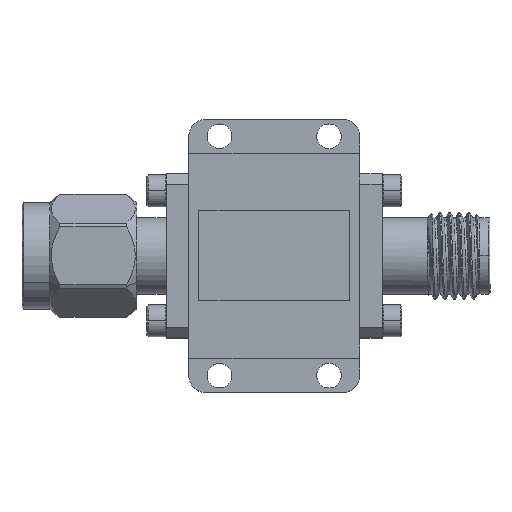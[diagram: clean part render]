
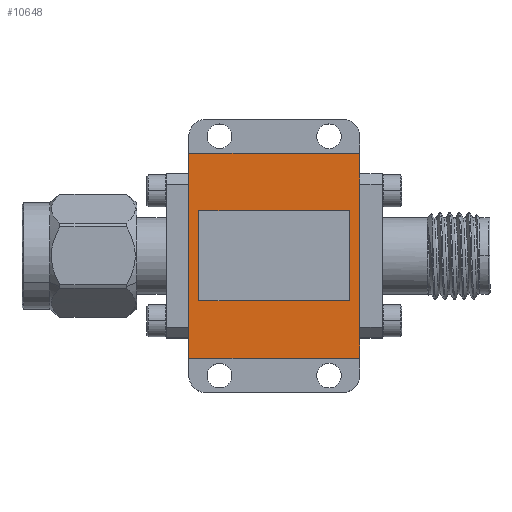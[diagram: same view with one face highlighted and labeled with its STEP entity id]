
A CAD part, top view. The second image highlights one B-rep face of the part: STEP entity #10648.
In plain terms, the highlighted planar face has unit normal (0, 0, 1).
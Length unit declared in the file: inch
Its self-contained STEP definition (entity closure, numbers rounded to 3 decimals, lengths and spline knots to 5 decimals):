
#3 = LINE ( 'NONE', #4903, #5081 ) ;
#132 = ORIENTED_EDGE ( 'NONE', *, *, #2948, .T. ) ;
#244 = ORIENTED_EDGE ( 'NONE', *, *, #6063, .T. ) ;
#506 = VECTOR ( 'NONE', #9004, 39.37008 ) ;
#585 = VERTEX_POINT ( 'NONE', #5287 ) ;
#1039 = VERTEX_POINT ( 'NONE', #1090 ) ;
#1090 = CARTESIAN_POINT ( 'NONE',  ( -0.21682, -0.1297, 0.12795 ) ) ;
#1214 = VERTEX_POINT ( 'NONE', #8814 ) ;
#1279 = CARTESIAN_POINT ( 'NONE',  ( 0., 0., 0.12795 ) ) ;
#1362 = EDGE_CURVE ( 'NONE', #585, #5547, #4261, .T. ) ;
#1376 = ORIENTED_EDGE ( 'NONE', *, *, #10236, .T. ) ;
#1383 = VERTEX_POINT ( 'NONE', #8261 ) ;
#1427 = ORIENTED_EDGE ( 'NONE', *, *, #5177, .F. ) ;
#1560 = DIRECTION ( 'NONE',  ( 0., 1., 0. ) ) ;
#1590 = LINE ( 'NONE', #6903, #11022 ) ;
#1744 = VECTOR ( 'NONE', #1560, 39.37008 ) ;
#2016 = LINE ( 'NONE', #10989, #506 ) ;
#2033 = ORIENTED_EDGE ( 'NONE', *, *, #8490, .T. ) ;
#2343 = CARTESIAN_POINT ( 'NONE',  ( -0.24606, -0.29528, 0.12795 ) ) ;
#2495 = ORIENTED_EDGE ( 'NONE', *, *, #4284, .T. ) ;
#2610 = VERTEX_POINT ( 'NONE', #6652 ) ;
#2702 = EDGE_LOOP ( 'NONE', ( #1376, #11571, #244, #11878, #132, #9450, #2495, #2033 ) ) ;
#2763 = LINE ( 'NONE', #10294, #7460 ) ;
#2880 = LINE ( 'NONE', #3430, #7576 ) ;
#2948 = EDGE_CURVE ( 'NONE', #8163, #585, #2016, .T. ) ;
#3045 = VECTOR ( 'NONE', #4539, 39.37008 ) ;
#3296 = ORIENTED_EDGE ( 'NONE', *, *, #8192, .F. ) ;
#3430 = CARTESIAN_POINT ( 'NONE',  ( -0.24606, 0.29528, 0.12795 ) ) ;
#3819 = DIRECTION ( 'NONE',  ( 0., -1., 0. ) ) ;
#3895 = CARTESIAN_POINT ( 'NONE',  ( 0.24606, -0.29528, 0.12795 ) ) ;
#3927 = CARTESIAN_POINT ( 'NONE',  ( 0.24606, -0.29528, 0.12795 ) ) ;
#3952 = DIRECTION ( 'NONE',  ( 0., -1., 0. ) ) ;
#3990 = DIRECTION ( 'NONE',  ( 0., -1., 0. ) ) ;
#4059 = LINE ( 'NONE', #3895, #11273 ) ;
#4169 = VECTOR ( 'NONE', #3819, 39.37008 ) ;
#4261 = LINE ( 'NONE', #9057, #1744 ) ;
#4263 = DIRECTION ( 'NONE',  ( 0., 0., -1. ) ) ;
#4284 = EDGE_CURVE ( 'NONE', #5547, #11415, #4059, .T. ) ;
#4539 = DIRECTION ( 'NONE',  ( 0., 1., 0. ) ) ;
#4549 = LINE ( 'NONE', #5887, #10593 ) ;
#4659 = DIRECTION ( 'NONE',  ( -1., 0., 0. ) ) ;
#4841 = VERTEX_POINT ( 'NONE', #2343 ) ;
#4903 = CARTESIAN_POINT ( 'NONE',  ( -0.21682, -0.1297, 0.12795 ) ) ;
#4926 = CARTESIAN_POINT ( 'NONE',  ( -0.24606, 0.29528, 0.12795 ) ) ;
#5081 = VECTOR ( 'NONE', #3952, 39.37008 ) ;
#5176 = DIRECTION ( 'NONE',  ( 0., 1., 0. ) ) ;
#5177 = EDGE_CURVE ( 'NONE', #2610, #1039, #3, .T. ) ;
#5206 = FACE_OUTER_BOUND ( 'NONE', #2702, .T. ) ;
#5287 = CARTESIAN_POINT ( 'NONE',  ( 0.24606, -0.20622, 0.12795 ) ) ;
#5547 = VERTEX_POINT ( 'NONE', #9205 ) ;
#5712 = CARTESIAN_POINT ( 'NONE',  ( -0.24606, 0., 0.12795 ) ) ;
#5815 = CARTESIAN_POINT ( 'NONE',  ( 0.21682, -0.1297, 0.12795 ) ) ;
#5887 = CARTESIAN_POINT ( 'NONE',  ( -0.24606, -0.29528, 0.12795 ) ) ;
#6000 = PLANE ( 'NONE',  #12226 ) ;
#6063 = EDGE_CURVE ( 'NONE', #8061, #4841, #4549, .T. ) ;
#6394 = EDGE_CURVE ( 'NONE', #4841, #8163, #1590, .T. ) ;
#6652 = CARTESIAN_POINT ( 'NONE',  ( -0.21682, 0.1297, 0.12795 ) ) ;
#6833 = EDGE_CURVE ( 'NONE', #1383, #2610, #2763, .T. ) ;
#6903 = CARTESIAN_POINT ( 'NONE',  ( -0.24606, -0.29528, 0.12795 ) ) ;
#6945 = CARTESIAN_POINT ( 'NONE',  ( 0.24606, 0.29528, 0.12795 ) ) ;
#6949 = LINE ( 'NONE', #5712, #4169 ) ;
#7153 = VERTEX_POINT ( 'NONE', #4926 ) ;
#7235 = CARTESIAN_POINT ( 'NONE',  ( 0.21682, -0.1297, 0.12795 ) ) ;
#7254 = EDGE_LOOP ( 'NONE', ( #8430, #3296, #1427, #9422 ) ) ;
#7410 = EDGE_CURVE ( 'NONE', #8172, #1383, #8643, .T. ) ;
#7451 = CARTESIAN_POINT ( 'NONE',  ( -0.24606, -0.20622, 0.12795 ) ) ;
#7460 = VECTOR ( 'NONE', #4659, 39.37008 ) ;
#7532 = VECTOR ( 'NONE', #8500, 39.37008 ) ;
#7576 = VECTOR ( 'NONE', #9110, 39.37008 ) ;
#8061 = VERTEX_POINT ( 'NONE', #7451 ) ;
#8112 = DIRECTION ( 'NONE',  ( -1., 0., 0. ) ) ;
#8144 = FACE_BOUND ( 'NONE', #7254, .T. ) ;
#8163 = VERTEX_POINT ( 'NONE', #3927 ) ;
#8172 = VERTEX_POINT ( 'NONE', #5815 ) ;
#8192 = EDGE_CURVE ( 'NONE', #1039, #8172, #9660, .T. ) ;
#8261 = CARTESIAN_POINT ( 'NONE',  ( 0.21682, 0.1297, 0.12795 ) ) ;
#8430 = ORIENTED_EDGE ( 'NONE', *, *, #7410, .F. ) ;
#8490 = EDGE_CURVE ( 'NONE', #11415, #7153, #2880, .T. ) ;
#8500 = DIRECTION ( 'NONE',  ( 0., -1., 0. ) ) ;
#8643 = LINE ( 'NONE', #7235, #3045 ) ;
#8730 = LINE ( 'NONE', #10310, #7532 ) ;
#8814 = CARTESIAN_POINT ( 'NONE',  ( -0.24606, 0.20622, 0.12795 ) ) ;
#9004 = DIRECTION ( 'NONE',  ( 0., 1., 0. ) ) ;
#9057 = CARTESIAN_POINT ( 'NONE',  ( 0.24606, 0., 0.12795 ) ) ;
#9110 = DIRECTION ( 'NONE',  ( -1., 0., 0. ) ) ;
#9205 = CARTESIAN_POINT ( 'NONE',  ( 0.24606, 0.20622, 0.12795 ) ) ;
#9422 = ORIENTED_EDGE ( 'NONE', *, *, #6833, .F. ) ;
#9450 = ORIENTED_EDGE ( 'NONE', *, *, #1362, .T. ) ;
#9466 = CARTESIAN_POINT ( 'NONE',  ( -0.21682, -0.1297, 0.12795 ) ) ;
#9660 = LINE ( 'NONE', #9466, #10258 ) ;
#10236 = EDGE_CURVE ( 'NONE', #7153, #1214, #8730, .T. ) ;
#10258 = VECTOR ( 'NONE', #11470, 39.37008 ) ;
#10294 = CARTESIAN_POINT ( 'NONE',  ( -0.21682, 0.1297, 0.12795 ) ) ;
#10310 = CARTESIAN_POINT ( 'NONE',  ( -0.24606, -0.29528, 0.12795 ) ) ;
#10593 = VECTOR ( 'NONE', #3990, 39.37008 ) ;
#10648 = ADVANCED_FACE ( 'NONE', ( #5206, #8144 ), #6000, .F. ) ;
#10989 = CARTESIAN_POINT ( 'NONE',  ( 0.24606, -0.29528, 0.12795 ) ) ;
#11022 = VECTOR ( 'NONE', #11627, 39.37008 ) ;
#11273 = VECTOR ( 'NONE', #5176, 39.37008 ) ;
#11415 = VERTEX_POINT ( 'NONE', #6945 ) ;
#11470 = DIRECTION ( 'NONE',  ( 1., 0., 0. ) ) ;
#11571 = ORIENTED_EDGE ( 'NONE', *, *, #11923, .T. ) ;
#11627 = DIRECTION ( 'NONE',  ( 1., 0., 0. ) ) ;
#11878 = ORIENTED_EDGE ( 'NONE', *, *, #6394, .T. ) ;
#11923 = EDGE_CURVE ( 'NONE', #1214, #8061, #6949, .T. ) ;
#12226 = AXIS2_PLACEMENT_3D ( 'NONE', #1279, #4263, #8112 ) ;
